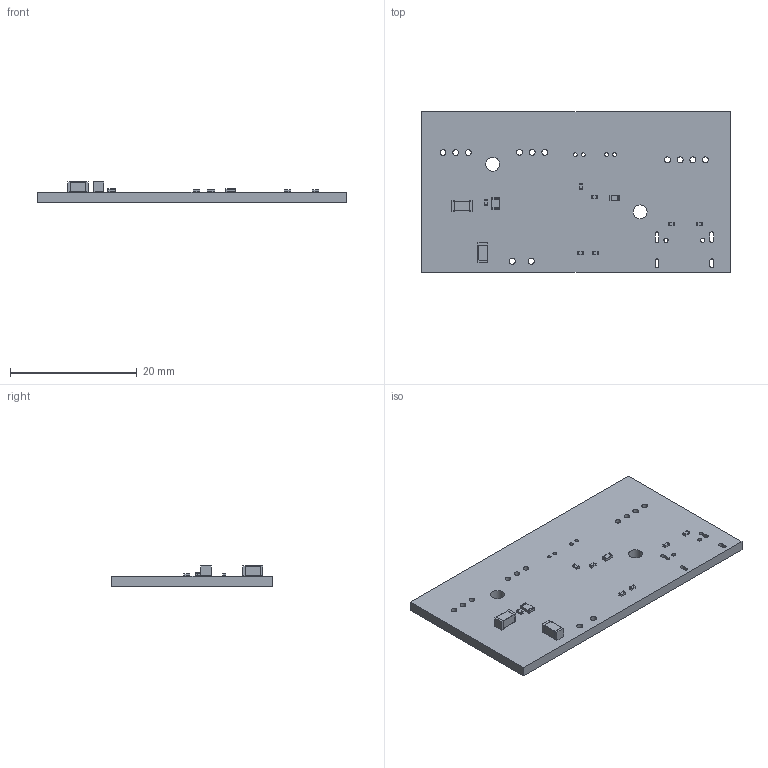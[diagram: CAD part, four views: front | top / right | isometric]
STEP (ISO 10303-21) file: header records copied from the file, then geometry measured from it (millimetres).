
FILE_DESCRIPTION(('KiCad electronic assembly'),'2;1');
FILE_NAME('power-v2.step','2024-10-18T11:25:38',('Pcbnew'),('Kicad'), 'Open CASCADE STEP processor 7.8','KiCad to STEP converter','Unknown' );
FILE_SCHEMA(('AUTOMOTIVE_DESIGN { 1 0 10303 214 1 1 1 1 }'));
Length unit declared in the file: millimetre
Products named in the file (10): power-v2 1; C_1206_3216Metric; R_0402_1005Metric; R_0603_1608Metric; R_0805_2012Metric; _autosave-power-v2_PCB
Assembly tree (16 placements, depth 3):
  power-v2 1
    C_1206_3216Metric  x2
      C_1206_3216Metric
    R_0402_1005Metric  x7
      R_0402_1005Metric
    R_0603_1608Metric
      R_0603_1608Metric
    R_0805_2012Metric
      R_0805_2012Metric
    _autosave-power-v2_PCB
Bounding box: 48.77 x 25.4 x 3.25 mm (x, y, z)
Volume: 1966.3 mm3; surface area: 2870.8 mm2
Topology: 12 solids, 12 shells, 332 faces, 876 edges, 572 vertices
Faces by surface type: plane 208, cylinder 124
Full cylindrical faces by diameter (mm): 0.6 x4, 0.65 x2, 0.914 x10, 1 x2, 2.2 x2
Entity records: 5707 total; most frequent: DIRECTION 854, CARTESIAN_POINT 821, ORIENTED_EDGE 792, EDGE_CURVE 396, AXIS2_PLACEMENT_3D 293, LINE 268, VECTOR 268, VERTEX_POINT 260
